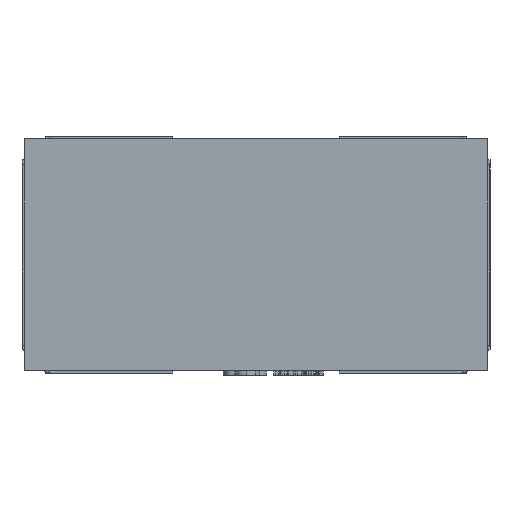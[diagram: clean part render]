
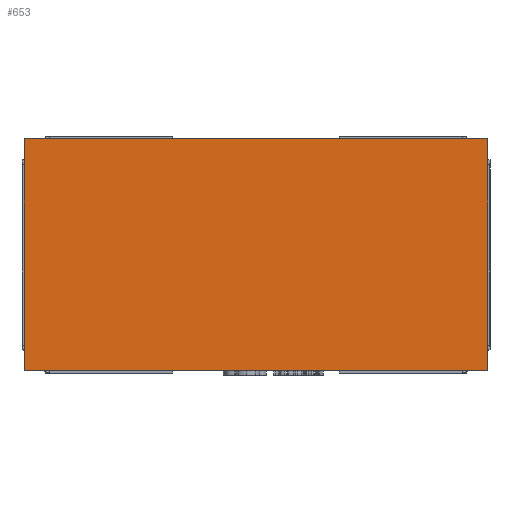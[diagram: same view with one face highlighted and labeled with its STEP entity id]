
A CAD part, top view. The second image highlights one B-rep face of the part: STEP entity #653.
In plain terms, the highlighted planar face has unit normal (0, 0, 1).
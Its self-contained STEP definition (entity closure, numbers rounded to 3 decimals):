
#42 = EDGE_LOOP ( 'NONE', ( #11759, #4208, #3253, #4427 ) ) ;
#488 = CARTESIAN_POINT ( 'NONE',  ( -0.5, -0.25, 0.35 ) ) ;
#653 = ADVANCED_FACE ( 'NONE', ( #9882 ), #7485, .F. ) ;
#1118 = DIRECTION ( 'NONE',  ( 0., 1., 0. ) ) ;
#1440 = CARTESIAN_POINT ( 'NONE',  ( 0.5, -0.25, 0.35 ) ) ;
#1886 = CARTESIAN_POINT ( 'NONE',  ( 0., 0., 0.35 ) ) ;
#2502 = DIRECTION ( 'NONE',  ( -1., 0., 0. ) ) ;
#2845 = EDGE_CURVE ( 'NONE', #4075, #14021, #3729, .T. ) ;
#2922 = CARTESIAN_POINT ( 'NONE',  ( 0.5, -0.25, 0.35 ) ) ;
#3253 = ORIENTED_EDGE ( 'NONE', *, *, #14347, .T. ) ;
#3729 = LINE ( 'NONE', #7166, #14628 ) ;
#4075 = VERTEX_POINT ( 'NONE', #8732 ) ;
#4208 = ORIENTED_EDGE ( 'NONE', *, *, #6315, .T. ) ;
#4427 = ORIENTED_EDGE ( 'NONE', *, *, #2845, .T. ) ;
#4822 = CARTESIAN_POINT ( 'NONE',  ( -0.5, 0.25, 0.35 ) ) ;
#5378 = CARTESIAN_POINT ( 'NONE',  ( -0.5, 0.25, 0.35 ) ) ;
#5459 = CARTESIAN_POINT ( 'NONE',  ( 0.5, 0.25, 0.35 ) ) ;
#6315 = EDGE_CURVE ( 'NONE', #14318, #8477, #12338, .T. ) ;
#6354 = VECTOR ( 'NONE', #2502, 1000. ) ;
#7166 = CARTESIAN_POINT ( 'NONE',  ( -0.5, -0.25, 0.35 ) ) ;
#7485 = PLANE ( 'NONE',  #14387 ) ;
#7916 = DIRECTION ( 'NONE',  ( 0., -1., 0. ) ) ;
#8477 = VERTEX_POINT ( 'NONE', #5378 ) ;
#8600 = EDGE_CURVE ( 'NONE', #14021, #14318, #13340, .T. ) ;
#8732 = CARTESIAN_POINT ( 'NONE',  ( -0.5, -0.25, 0.35 ) ) ;
#9639 = VECTOR ( 'NONE', #1118, 1000. ) ;
#9882 = FACE_OUTER_BOUND ( 'NONE', #42, .T. ) ;
#10328 = LINE ( 'NONE', #488, #11298 ) ;
#11298 = VECTOR ( 'NONE', #7916, 1000. ) ;
#11759 = ORIENTED_EDGE ( 'NONE', *, *, #8600, .T. ) ;
#11879 = DIRECTION ( 'NONE',  ( 1., 0., 0. ) ) ;
#12338 = LINE ( 'NONE', #4822, #6354 ) ;
#13340 = LINE ( 'NONE', #1440, #9639 ) ;
#13711 = DIRECTION ( 'NONE',  ( -1., 0., 0. ) ) ;
#14021 = VERTEX_POINT ( 'NONE', #2922 ) ;
#14318 = VERTEX_POINT ( 'NONE', #5459 ) ;
#14347 = EDGE_CURVE ( 'NONE', #8477, #4075, #10328, .T. ) ;
#14387 = AXIS2_PLACEMENT_3D ( 'NONE', #1886, #14915, #13711 ) ;
#14628 = VECTOR ( 'NONE', #11879, 1000. ) ;
#14915 = DIRECTION ( 'NONE',  ( 0., 0., -1. ) ) ;
